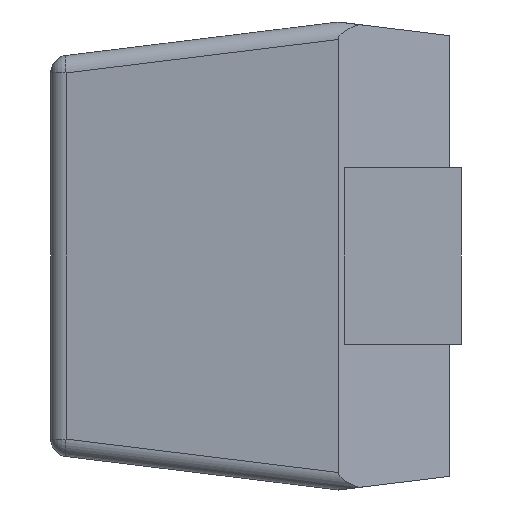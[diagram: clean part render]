
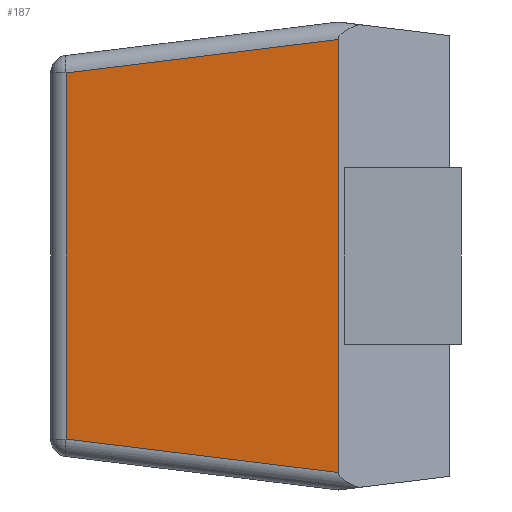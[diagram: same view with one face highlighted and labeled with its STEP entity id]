
A CAD part, left-side view. The second image highlights one B-rep face of the part: STEP entity #187.
In plain terms, the highlighted planar face has unit normal (-0.993, 0.122, 0).
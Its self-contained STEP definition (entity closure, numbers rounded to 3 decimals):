
#45 = ORIENTED_EDGE ( 'NONE', *, *, #47, .T. ) ;
#46 = VERTEX_POINT ( 'NONE', #459 ) ;
#47 = EDGE_CURVE ( 'NONE', #46, #107, #458, .T. ) ;
#48 = EDGE_CURVE ( 'NONE', #117, #46, #454, .T. ) ;
#49 = ORIENTED_EDGE ( 'NONE', *, *, #48, .T. ) ;
#104 = EDGE_LOOP ( 'NONE', ( #105, #108, #49, #45 ) ) ;
#105 = ORIENTED_EDGE ( 'NONE', *, *, #106, .T. ) ;
#106 = EDGE_CURVE ( 'NONE', #107, #120, #639, .T. ) ;
#107 = VERTEX_POINT ( 'NONE', #635 ) ;
#108 = ORIENTED_EDGE ( 'NONE', *, *, #119, .T. ) ;
#117 = VERTEX_POINT ( 'NONE', #624 ) ;
#119 = EDGE_CURVE ( 'NONE', #120, #117, #657, .T. ) ;
#120 = VERTEX_POINT ( 'NONE', #653 ) ;
#187 = ADVANCED_FACE ( 'NONE', ( #834 ), #877, .T. ) ;
#453 = CARTESIAN_POINT ( 'NONE',  ( -0.6, 0.196, 0.371 ) ) ;
#454 = LINE ( 'NONE', #453, #508 ) ;
#455 = DIRECTION ( 'NONE',  ( 0., 0., -1. ) ) ;
#456 = VECTOR ( 'NONE', #455, 1000. ) ;
#457 = CARTESIAN_POINT ( 'NONE',  ( -0.542, 0.674, -0.339 ) ) ;
#458 = LINE ( 'NONE', #457, #456 ) ;
#459 = CARTESIAN_POINT ( 'NONE',  ( -0.542, 0.674, 0.312 ) ) ;
#507 = DIRECTION ( 'NONE',  ( 0.121, 0.985, -0.121 ) ) ;
#508 = VECTOR ( 'NONE', #507, 1000. ) ;
#624 = CARTESIAN_POINT ( 'NONE',  ( -0.599, 0.21, 0.369 ) ) ;
#635 = CARTESIAN_POINT ( 'NONE',  ( -0.542, 0.674, -0.312 ) ) ;
#636 = DIRECTION ( 'NONE',  ( -0.121, -0.985, -0.121 ) ) ;
#637 = VECTOR ( 'NONE', #636, 1000. ) ;
#638 = CARTESIAN_POINT ( 'NONE',  ( -0.589, 0.292, -0.359 ) ) ;
#639 = LINE ( 'NONE', #638, #637 ) ;
#653 = CARTESIAN_POINT ( 'NONE',  ( -0.599, 0.21, -0.369 ) ) ;
#654 = DIRECTION ( 'NONE',  ( 0., 0., 1. ) ) ;
#655 = VECTOR ( 'NONE', #654, 1000. ) ;
#656 = CARTESIAN_POINT ( 'NONE',  ( -0.599, 0.21, 0.4 ) ) ;
#657 = LINE ( 'NONE', #656, #655 ) ;
#834 = FACE_OUTER_BOUND ( 'NONE', #104, .T. ) ;
#873 = DIRECTION ( 'NONE',  ( -0.122, -0.993, 0. ) ) ;
#874 = DIRECTION ( 'NONE',  ( -0.993, 0.122, 0. ) ) ;
#875 = CARTESIAN_POINT ( 'NONE',  ( -0.6, 0.2, 0.4 ) ) ;
#876 = AXIS2_PLACEMENT_3D ( 'NONE', #875, #874, #873 ) ;
#877 = PLANE ( 'NONE',  #876 ) ;
